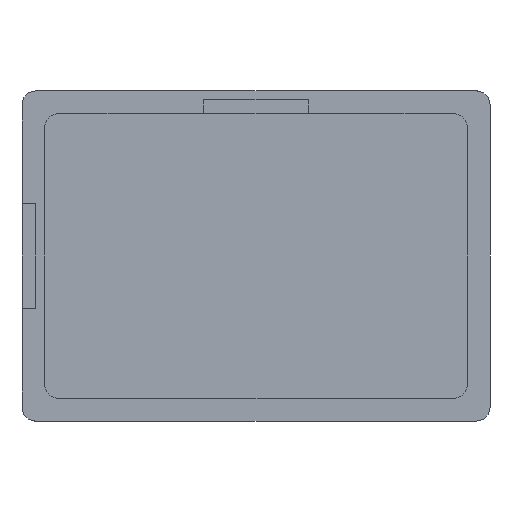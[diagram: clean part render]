
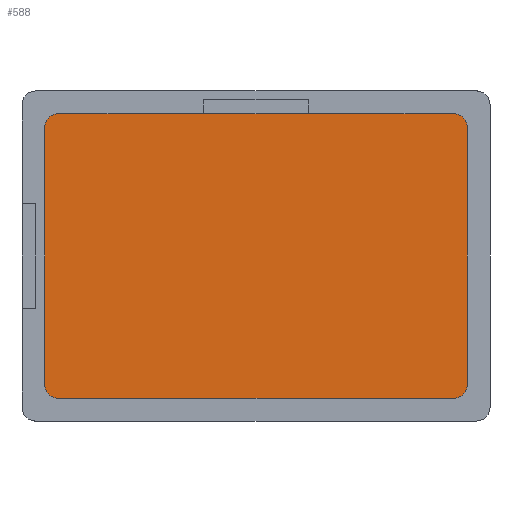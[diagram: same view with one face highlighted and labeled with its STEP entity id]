
A CAD part, front view. The second image highlights one B-rep face of the part: STEP entity #588.
In plain terms, the highlighted planar face has unit normal (0, -1, 0).
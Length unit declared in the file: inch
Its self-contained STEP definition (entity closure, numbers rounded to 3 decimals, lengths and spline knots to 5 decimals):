
#66=FACE_OUTER_BOUND('',#98,.T.);
#98=EDGE_LOOP('',(#513,#514,#515,#516,#517,#518,#519,#520));
#113=CIRCLE('',#636,0.02);
#114=CIRCLE('',#640,0.02);
#115=CIRCLE('',#642,0.02);
#116=CIRCLE('',#645,0.02);
#159=LINE('',#955,#219);
#164=LINE('',#965,#224);
#169=LINE('',#977,#229);
#170=LINE('',#981,#230);
#219=VECTOR('',#778,0.367);
#224=VECTOR('',#785,0.564);
#229=VECTOR('',#800,0.564);
#230=VECTOR('',#805,0.367);
#281=VERTEX_POINT('',#948);
#282=VERTEX_POINT('',#950);
#283=VERTEX_POINT('',#954);
#286=VERTEX_POINT('',#962);
#287=VERTEX_POINT('',#964);
#288=VERTEX_POINT('',#969);
#289=VERTEX_POINT('',#975);
#290=VERTEX_POINT('',#979);
#354=EDGE_CURVE('',#281,#282,#113,.T.);
#356=EDGE_CURVE('',#282,#283,#159,.T.);
#361=EDGE_CURVE('',#286,#287,#164,.T.);
#364=EDGE_CURVE('',#287,#288,#114,.T.);
#366=EDGE_CURVE('',#283,#286,#115,.T.);
#368=EDGE_CURVE('',#289,#281,#169,.T.);
#369=EDGE_CURVE('',#290,#289,#116,.T.);
#370=EDGE_CURVE('',#288,#290,#170,.T.);
#513=ORIENTED_EDGE('',*,*,#354,.F.);
#514=ORIENTED_EDGE('',*,*,#368,.F.);
#515=ORIENTED_EDGE('',*,*,#369,.F.);
#516=ORIENTED_EDGE('',*,*,#370,.F.);
#517=ORIENTED_EDGE('',*,*,#364,.F.);
#518=ORIENTED_EDGE('',*,*,#361,.F.);
#519=ORIENTED_EDGE('',*,*,#366,.F.);
#520=ORIENTED_EDGE('',*,*,#356,.F.);
#558=PLANE('',#644);
#588=ADVANCED_FACE('',(#66),#558,.F.);
#636=AXIS2_PLACEMENT_3D('',#951,#773,#774);
#640=AXIS2_PLACEMENT_3D('',#970,#790,#791);
#642=AXIS2_PLACEMENT_3D('',#973,#795,#796);
#644=AXIS2_PLACEMENT_3D('',#978,#801,#802);
#645=AXIS2_PLACEMENT_3D('',#980,#803,#804);
#773=DIRECTION('center_axis',(0.,1.,0.));
#774=DIRECTION('ref_axis',(1.,0.,0.));
#778=DIRECTION('',(0.,0.,1.));
#785=DIRECTION('',(1.,0.,0.));
#790=DIRECTION('center_axis',(0.,1.,0.));
#791=DIRECTION('ref_axis',(1.,0.,0.));
#795=DIRECTION('center_axis',(0.,1.,0.));
#796=DIRECTION('ref_axis',(1.,0.,0.));
#800=DIRECTION('',(-1.,0.,0.));
#801=DIRECTION('center_axis',(0.,1.,0.));
#802=DIRECTION('ref_axis',(0.,0.,1.));
#803=DIRECTION('center_axis',(0.,1.,0.));
#804=DIRECTION('ref_axis',(1.,0.,0.));
#805=DIRECTION('',(0.,0.,-1.));
#948=CARTESIAN_POINT('',(-0.282,0.1,-0.2035));
#950=CARTESIAN_POINT('',(-0.302,0.1,-0.1835));
#951=CARTESIAN_POINT('Origin',(-0.282,0.1,-0.1835));
#954=CARTESIAN_POINT('',(-0.302,0.1,0.1835));
#955=CARTESIAN_POINT('',(-0.302,0.1,-0.1835));
#962=CARTESIAN_POINT('',(-0.282,0.1,0.2035));
#964=CARTESIAN_POINT('',(0.282,0.1,0.2035));
#965=CARTESIAN_POINT('',(-0.282,0.1,0.2035));
#969=CARTESIAN_POINT('',(0.302,0.1,0.1835));
#970=CARTESIAN_POINT('Origin',(0.282,0.1,0.1835));
#973=CARTESIAN_POINT('Origin',(-0.282,0.1,0.1835));
#975=CARTESIAN_POINT('',(0.282,0.1,-0.2035));
#977=CARTESIAN_POINT('',(0.282,0.1,-0.2035));
#978=CARTESIAN_POINT('Origin',(-0.282,0.1,-0.1835));
#979=CARTESIAN_POINT('',(0.302,0.1,-0.1835));
#980=CARTESIAN_POINT('Origin',(0.282,0.1,-0.1835));
#981=CARTESIAN_POINT('',(0.302,0.1,0.1835));
